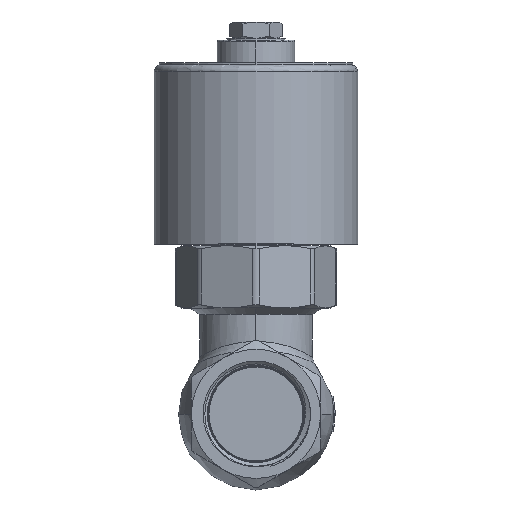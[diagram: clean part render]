
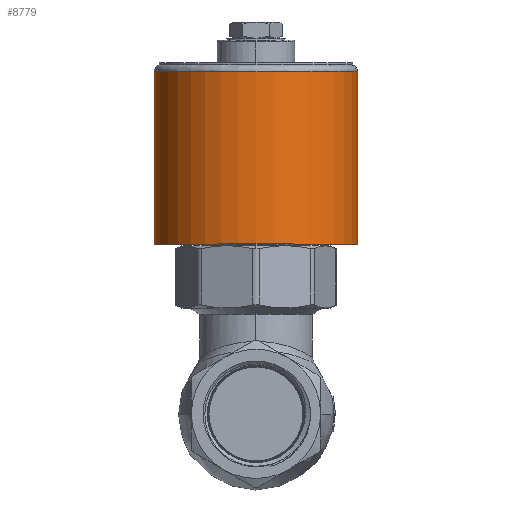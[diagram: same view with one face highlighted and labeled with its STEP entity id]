
A CAD part, top view. The second image highlights one B-rep face of the part: STEP entity #8779.
In plain terms, the highlighted cylindrical face has radius 31.5 mm (diameter 63 mm), a partial arc.
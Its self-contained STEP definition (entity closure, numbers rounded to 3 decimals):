
#5325 = AXIS2_PLACEMENT_3D ( 'NONE', #61165, #54946, #24484 ) ;
#5553 = CARTESIAN_POINT ( 'NONE',  ( 70.405, 25.75, 90.877 ) ) ;
#5944 = EDGE_CURVE ( 'NONE', #75067, #62729, #60103, .T. ) ;
#6272 = ORIENTED_EDGE ( 'NONE', *, *, #26775, .T. ) ;
#8779 = ADVANCED_FACE ( 'NONE', ( #20053 ), #12264, .T. ) ;
#9127 = ORIENTED_EDGE ( 'NONE', *, *, #5944, .T. ) ;
#12264 = CYLINDRICAL_SURFACE ( 'NONE', #5325, 31.5 ) ;
#12777 = CARTESIAN_POINT ( 'NONE',  ( 7.405, 25.75, 90.877 ) ) ;
#12865 = EDGE_LOOP ( 'NONE', ( #39415, #62517, #6272, #9127 ) ) ;
#16684 = DIRECTION ( 'NONE',  ( 0., -1., 0. ) ) ;
#18910 = LINE ( 'NONE', #27464, #66195 ) ;
#20053 = FACE_OUTER_BOUND ( 'NONE', #12865, .T. ) ;
#24448 = EDGE_CURVE ( 'NONE', #61695, #56766, #71914, .T. ) ;
#24484 = DIRECTION ( 'NONE',  ( 1., 0., 0. ) ) ;
#26738 = DIRECTION ( 'NONE',  ( 0., 1., 0. ) ) ;
#26775 = EDGE_CURVE ( 'NONE', #56766, #75067, #47620, .T. ) ;
#27464 = CARTESIAN_POINT ( 'NONE',  ( 7.405, 25.75, 90.877 ) ) ;
#29009 = CARTESIAN_POINT ( 'NONE',  ( 70.405, 25.75, 90.877 ) ) ;
#31264 = VECTOR ( 'NONE', #73687, 1000. ) ;
#33725 = DIRECTION ( 'NONE',  ( 0., 1., 0. ) ) ;
#39415 = ORIENTED_EDGE ( 'NONE', *, *, #78308, .F. ) ;
#47620 = LINE ( 'NONE', #5553, #31264 ) ;
#50666 = CARTESIAN_POINT ( 'NONE',  ( 70.405, 79.25, 90.877 ) ) ;
#50910 = CARTESIAN_POINT ( 'NONE',  ( 7.405, 79.25, 90.877 ) ) ;
#53676 = CARTESIAN_POINT ( 'NONE',  ( 38.905, 79.25, 90.877 ) ) ;
#54946 = DIRECTION ( 'NONE',  ( 0., 1., 0. ) ) ;
#56766 = VERTEX_POINT ( 'NONE', #29009 ) ;
#59255 = AXIS2_PLACEMENT_3D ( 'NONE', #63681, #26738, #69941 ) ;
#59875 = DIRECTION ( 'NONE',  ( 1., 0., 0. ) ) ;
#60103 = CIRCLE ( 'NONE', #66767, 31.5 ) ;
#61165 = CARTESIAN_POINT ( 'NONE',  ( 38.905, 25.75, 90.877 ) ) ;
#61695 = VERTEX_POINT ( 'NONE', #12777 ) ;
#62517 = ORIENTED_EDGE ( 'NONE', *, *, #24448, .T. ) ;
#62729 = VERTEX_POINT ( 'NONE', #50910 ) ;
#63681 = CARTESIAN_POINT ( 'NONE',  ( 38.905, 25.75, 90.877 ) ) ;
#66195 = VECTOR ( 'NONE', #33725, 1000. ) ;
#66767 = AXIS2_PLACEMENT_3D ( 'NONE', #53676, #16684, #59875 ) ;
#69941 = DIRECTION ( 'NONE',  ( 1., 0., 0. ) ) ;
#71914 = CIRCLE ( 'NONE', #59255, 31.5 ) ;
#73687 = DIRECTION ( 'NONE',  ( 0., 1., 0. ) ) ;
#75067 = VERTEX_POINT ( 'NONE', #50666 ) ;
#78308 = EDGE_CURVE ( 'NONE', #61695, #62729, #18910, .T. ) ;
